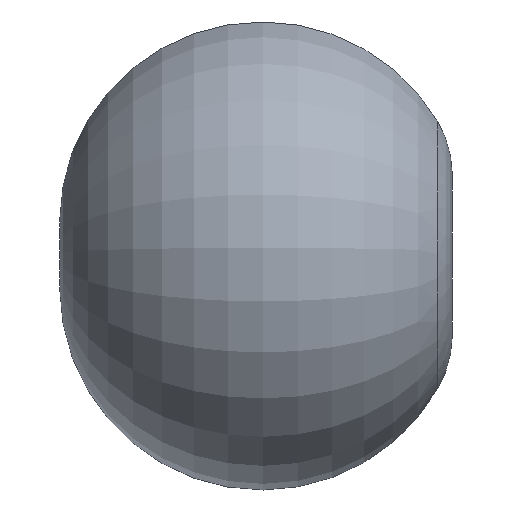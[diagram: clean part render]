
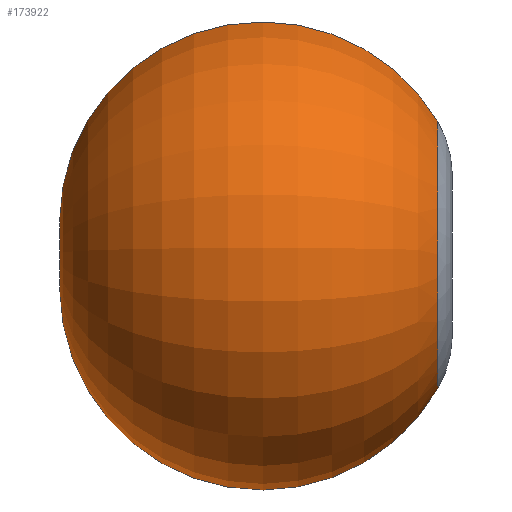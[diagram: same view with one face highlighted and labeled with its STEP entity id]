
A CAD part, left-side view. The second image highlights one B-rep face of the part: STEP entity #173922.
In plain terms, the highlighted toroidal (fillet/blend) face has major radius 300 mm and minor radius 1827.45 mm.
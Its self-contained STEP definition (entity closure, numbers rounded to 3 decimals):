
#2921 = AXIS2_PLACEMENT_3D ( 'NONE', #21059, #172352, #42888 ) ;
#3663 = ORIENTED_EDGE ( 'NONE', *, *, #227378, .F. ) ;
#16588 = CARTESIAN_POINT ( 'NONE',  ( 0., 526., 300. ) ) ;
#21059 = CARTESIAN_POINT ( 'NONE',  ( 52.094, 526., -295.442 ) ) ;
#31911 = EDGE_CURVE ( 'NONE', #84751, #61212, #279492, .T. ) ;
#38388 = DIRECTION ( 'NONE',  ( 0., 0., 1. ) ) ;
#42888 = DIRECTION ( 'NONE',  ( -0.174, 0., 0.985 ) ) ;
#61212 = VERTEX_POINT ( 'NONE', #189267 ) ;
#62768 = DIRECTION ( 'NONE',  ( 0., 1., 0. ) ) ;
#70192 = ORIENTED_EDGE ( 'NONE', *, *, #172337, .F. ) ;
#77584 = AXIS2_PLACEMENT_3D ( 'NONE', #222379, #92623, #244084 ) ;
#84751 = VERTEX_POINT ( 'NONE', #257956 ) ;
#86864 = CARTESIAN_POINT ( 'NONE',  ( 0., 2328.653, 0. ) ) ;
#92623 = DIRECTION ( 'NONE',  ( 0., 1., 0. ) ) ;
#108827 = CIRCLE ( 'NONE', #2921, 1827.446 ) ;
#114585 = TOROIDAL_SURFACE ( 'NONE', #250039, 300., 1827.446 ) ;
#149578 = DIRECTION ( 'NONE',  ( 0., 0., 1. ) ) ;
#167863 = DIRECTION ( 'NONE',  ( -1., 0., 0. ) ) ;
#170299 = ORIENTED_EDGE ( 'NONE', *, *, #31911, .T. ) ;
#172114 = FACE_OUTER_BOUND ( 'NONE', #244661, .T. ) ;
#172337 = EDGE_CURVE ( 'NONE', #219811, #61212, #108827, .T. ) ;
#172352 = DIRECTION ( 'NONE',  ( -0.985, 0., -0.174 ) ) ;
#173922 = ADVANCED_FACE ( 'NONE', ( #172114 ), #114585, .T. ) ;
#189267 = CARTESIAN_POINT ( 'NONE',  ( 210.761, -1056.614, -1195.284 ) ) ;
#219811 = VERTEX_POINT ( 'NONE', #86864 ) ;
#220820 = CIRCLE ( 'NONE', #243498, 1827.446 ) ;
#222379 = CARTESIAN_POINT ( 'NONE',  ( 0., -1056.614, 0. ) ) ;
#227378 = EDGE_CURVE ( 'NONE', #84751, #219811, #220820, .T. ) ;
#235824 = CARTESIAN_POINT ( 'NONE',  ( 0., 526., 0. ) ) ;
#243498 = AXIS2_PLACEMENT_3D ( 'NONE', #16588, #167863, #38388 ) ;
#244084 = DIRECTION ( 'NONE',  ( 0., 0., 1. ) ) ;
#244661 = EDGE_LOOP ( 'NONE', ( #3663, #170299, #70192 ) ) ;
#250039 = AXIS2_PLACEMENT_3D ( 'NONE', #235824, #62768, #149578 ) ;
#257956 = CARTESIAN_POINT ( 'NONE',  ( 0., -1056.614, 1213.723 ) ) ;
#279492 = CIRCLE ( 'NONE', #77584, 1213.723 ) ;
